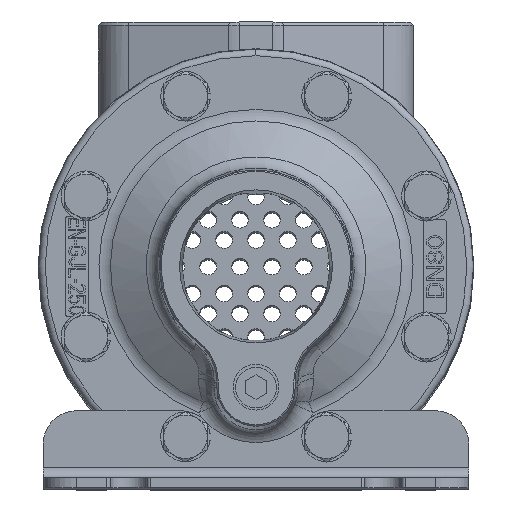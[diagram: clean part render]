
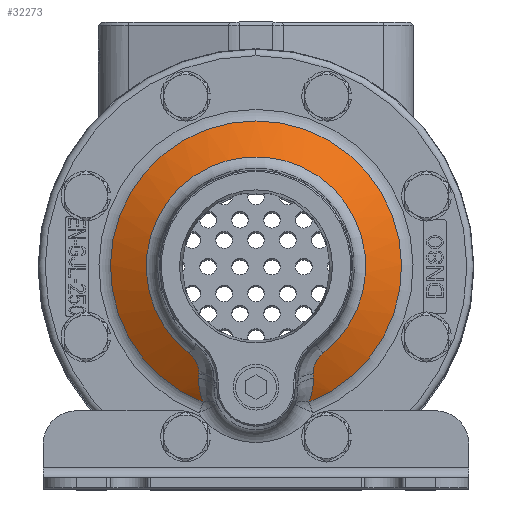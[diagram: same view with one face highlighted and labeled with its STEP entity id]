
A CAD part, top view. The second image highlights one B-rep face of the part: STEP entity #32273.
In plain terms, the highlighted spherical face has radius 76 mm.
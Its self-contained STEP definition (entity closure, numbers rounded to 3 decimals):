
#24858=CARTESIAN_POINT('',(0.,0.,1.076));
#24859=DIRECTION('',(0.,0.,1.));
#24860=DIRECTION('',(0.363,-0.932,0.));
#24861=AXIS2_PLACEMENT_3D('',#24858,#24859,#24860);
#24873=CARTESIAN_POINT('',(-19.937,-25.952,
7.293));
#24874=CARTESIAN_POINT('',(-19.708,-26.128,
7.293));
#24875=CARTESIAN_POINT('',(-19.313,-26.475,
7.273));
#24876=CARTESIAN_POINT('',(-18.895,-26.916,
7.217));
#24877=CARTESIAN_POINT('',(-18.562,-27.324,
7.146));
#24878=CARTESIAN_POINT('',(-18.273,-27.731,
7.061));
#24879=CARTESIAN_POINT('',(-17.989,-28.195,
6.946));
#24880=CARTESIAN_POINT('',(-17.734,-28.697,
6.804));
#24881=CARTESIAN_POINT('',(-17.523,-29.201,
6.643));
#24882=CARTESIAN_POINT('',(-17.353,-29.711,
6.466));
#24883=CARTESIAN_POINT('',(-17.22,-30.235,
6.268));
#24884=CARTESIAN_POINT('',(-17.123,-30.78,
6.046));
#24885=CARTESIAN_POINT('',(-17.066,-31.353,
5.796));
#24886=CARTESIAN_POINT('',(-17.058,-31.762,
5.605));
#24887=CARTESIAN_POINT('',(-17.064,-31.972,
5.503));
#24889=CARTESIAN_POINT('',(-20.508,0.,-60.225));
#24890=DIRECTION('',(0.999,0.,-0.052));
#24891=DIRECTION('',(0.047,-0.437,0.898));
#24892=AXIS2_PLACEMENT_3D('',#24889,#24890,#24891);
#24894=CARTESIAN_POINT('',(-17.1,-33.366,
4.808));
#24895=CARTESIAN_POINT('',(-17.122,-34.188,
4.388));
#24896=CARTESIAN_POINT('',(-17.048,-35.814,
3.548));
#24897=CARTESIAN_POINT('',(-16.602,-38.185,
2.298));
#24898=CARTESIAN_POINT('',(-16.089,-39.707,
1.48));
#24899=CARTESIAN_POINT('',(-15.778,-40.452,
1.076));
#24901=CARTESIAN_POINT('',(15.778,-40.452,
1.076));
#24902=CARTESIAN_POINT('',(16.088,-39.708,
1.479));
#24903=CARTESIAN_POINT('',(16.602,-38.187,
2.297));
#24904=CARTESIAN_POINT('',(17.048,-35.816,
3.547));
#24905=CARTESIAN_POINT('',(17.122,-34.189,
4.387));
#24906=CARTESIAN_POINT('',(17.1,-33.366,
4.808));
#24908=CARTESIAN_POINT('',(20.508,0.,-60.225));
#24909=DIRECTION('',(-0.999,0.,-0.052));
#24910=DIRECTION('',(-0.047,-0.456,0.889));
#24911=AXIS2_PLACEMENT_3D('',#24908,#24909,#24910);
#24913=CARTESIAN_POINT('',(17.064,-31.972,
5.503));
#24914=CARTESIAN_POINT('',(17.058,-31.76,
5.605));
#24915=CARTESIAN_POINT('',(17.066,-31.349,
5.798));
#24916=CARTESIAN_POINT('',(17.124,-30.774,
6.049));
#24917=CARTESIAN_POINT('',(17.221,-30.227,
6.271));
#24918=CARTESIAN_POINT('',(17.355,-29.705,
6.468));
#24919=CARTESIAN_POINT('',(17.525,-29.197,
6.645));
#24920=CARTESIAN_POINT('',(17.734,-28.697,
6.804));
#24921=CARTESIAN_POINT('',(17.988,-28.198,
6.945));
#24922=CARTESIAN_POINT('',(18.269,-27.737,
7.059));
#24923=CARTESIAN_POINT('',(18.561,-27.325,
7.146));
#24924=CARTESIAN_POINT('',(18.9,-26.911,
7.218));
#24925=CARTESIAN_POINT('',(19.321,-26.467,
7.274));
#24926=CARTESIAN_POINT('',(19.712,-26.125,
7.293));
#24927=CARTESIAN_POINT('',(19.937,-25.952,
7.293));
#24929=CARTESIAN_POINT('',(0.,0.,7.293));
#24930=DIRECTION('',(0.,0.,1.));
#24931=DIRECTION('',(0.609,-0.793,0.));
#24932=AXIS2_PLACEMENT_3D('',#24929,#24930,#24931);
#30261=VERTEX_POINT('',#24873);
#30262=VERTEX_POINT('',#24887);
#30265=CARTESIAN_POINT('',(-17.1,-33.366,
4.808));
#30266=VERTEX_POINT('',#30265);
#30269=VERTEX_POINT('',#24899);
#30277=CARTESIAN_POINT('',(15.778,-40.452,
1.076));
#30278=VERTEX_POINT('',#30277);
#30279=VERTEX_POINT('',#24906);
#30281=CARTESIAN_POINT('',(17.064,-31.972,
5.503));
#30282=VERTEX_POINT('',#30281);
#30285=VERTEX_POINT('',#24927);
#32252=CARTESIAN_POINT('',(0.,0.,-61.3));
#32253=DIRECTION('',(0.,0.,1.));
#32254=DIRECTION('',(0.,1.,0.));
#32255=AXIS2_PLACEMENT_3D('',#32252,#32253,#32254);
#32256=SPHERICAL_SURFACE('',#32255,76.);
#32258=ORIENTED_EDGE('',*,*,#32257,.T.);
#32260=ORIENTED_EDGE('',*,*,#32259,.T.);
#32262=ORIENTED_EDGE('',*,*,#32261,.T.);
#32263=ORIENTED_EDGE('',*,*,#32200,.F.);
#32264=ORIENTED_EDGE('',*,*,#32242,.T.);
#32266=ORIENTED_EDGE('',*,*,#32265,.T.);
#32268=ORIENTED_EDGE('',*,*,#32267,.T.);
#32270=ORIENTED_EDGE('',*,*,#32269,.T.);
#32271=EDGE_LOOP('',(#32258,#32260,#32262,#32263,#32264,#32266,#32268,#32270));
#32272=FACE_OUTER_BOUND('',#32271,.F.);
#32273=ADVANCED_FACE('',(#32272),#32256,.T.);
#24862=CIRCLE('',#24861,43.42);
#24888=B_SPLINE_CURVE_WITH_KNOTS('',3,(#24873,#24874,#24875,#24876,#24877,
#24878,#24879,#24880,#24881,#24882,#24883,#24884,#24885,#24886,#24887),
.UNSPECIFIED.,.F.,.F.,(4,1,1,1,1,1,1,1,1,1,1,1,4),(0.,0.083,
0.167,0.25,0.333,0.417,0.5,
0.583,0.667,0.75,0.833,0.917,
1.),.UNSPECIFIED.);
#24893=CIRCLE('',#24892,73.173);
#24900=B_SPLINE_CURVE_WITH_KNOTS('',3,(#24894,#24895,#24896,#24897,#24898,
#24899),.UNSPECIFIED.,.F.,.F.,(4,1,1,4),(0.,0.333,
0.667,1.),.UNSPECIFIED.);
#24907=B_SPLINE_CURVE_WITH_KNOTS('',3,(#24901,#24902,#24903,#24904,#24905,
#24906),.UNSPECIFIED.,.F.,.F.,(4,1,1,4),(0.,0.333,
0.667,1.),.UNSPECIFIED.);
#24912=CIRCLE('',#24911,73.173);
#24928=B_SPLINE_CURVE_WITH_KNOTS('',3,(#24913,#24914,#24915,#24916,#24917,
#24918,#24919,#24920,#24921,#24922,#24923,#24924,#24925,#24926,#24927),
.UNSPECIFIED.,.F.,.F.,(4,1,1,1,1,1,1,1,1,1,1,1,4),(0.,0.083,
0.167,0.25,0.333,0.417,0.5,
0.583,0.667,0.75,0.833,0.917,
1.),.UNSPECIFIED.);
#24933=CIRCLE('',#24932,32.726);
#32200=EDGE_CURVE('',#30278,#30269,#24862,.T.);
#32242=EDGE_CURVE('',#30278,#30279,#24907,.T.);
#32257=EDGE_CURVE('',#30261,#30262,#24888,.T.);
#32259=EDGE_CURVE('',#30262,#30266,#24893,.T.);
#32261=EDGE_CURVE('',#30266,#30269,#24900,.T.);
#32265=EDGE_CURVE('',#30279,#30282,#24912,.T.);
#32267=EDGE_CURVE('',#30282,#30285,#24928,.T.);
#32269=EDGE_CURVE('',#30285,#30261,#24933,.T.);
